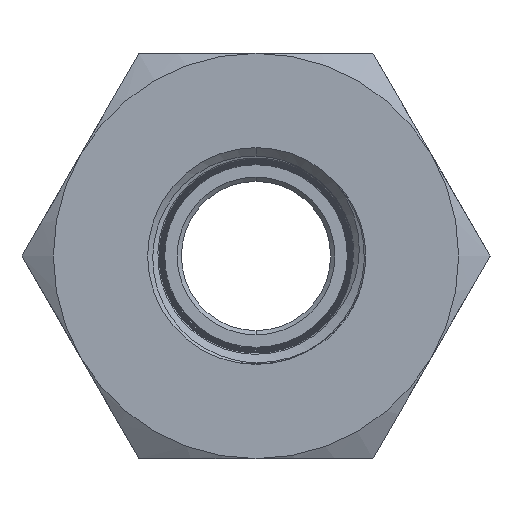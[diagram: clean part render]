
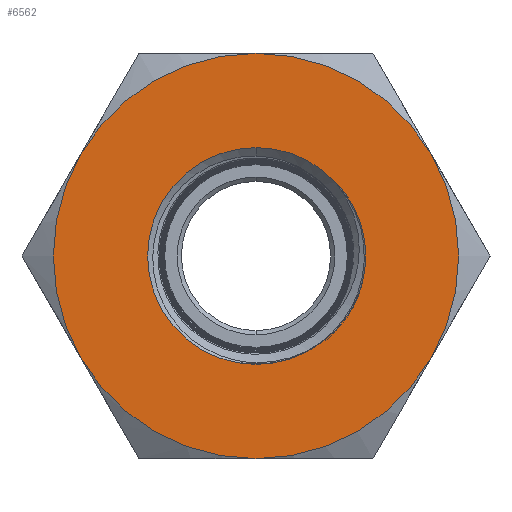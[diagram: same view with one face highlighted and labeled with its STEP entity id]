
A CAD part, front view. The second image highlights one B-rep face of the part: STEP entity #6562.
In plain terms, the highlighted planar face has unit normal (0, -1, 0).
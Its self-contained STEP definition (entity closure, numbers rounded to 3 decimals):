
#17 = DIRECTION ( 'NONE',  ( 0., 0., 1. ) ) ;
#254 = CARTESIAN_POINT ( 'NONE',  ( 0., -16.1, 0. ) ) ;
#1081 = VERTEX_POINT ( 'NONE', #10577 ) ;
#2046 = ORIENTED_EDGE ( 'NONE', *, *, #12274, .T. ) ;
#2295 = B_SPLINE_CURVE_WITH_KNOTS ( 'NONE', 3,
 ( #33873, #13823, #36755, #19572, #2566, #22464, #5419, #25328, #8260, #28210, #11088, #31091, #13937, #33995, #16804, #36879, #19693, #2689 ),
 .UNSPECIFIED., .F., .F.,
 ( 4, 2, 2, 2, 2, 2, 2, 2, 4 ),
 ( 0., 0.001, 0.002, 0.003, 0.004, 0.005, 0.006, 0.007, 0.008 ),
 .UNSPECIFIED. ) ;
#2566 = CARTESIAN_POINT ( 'NONE',  ( 4.683, -16.1, 2.116 ) ) ;
#2593 = CIRCLE ( 'NONE', #27220, 9.5 ) ;
#2689 = CARTESIAN_POINT ( 'NONE',  ( 3.663, -16.1, -3.52 ) ) ;
#3116 = DIRECTION ( 'NONE',  ( 0., 0., 1. ) ) ;
#3443 = CARTESIAN_POINT ( 'NONE',  ( 3.742, -16.1, 3.437 ) ) ;
#3591 = CARTESIAN_POINT ( 'NONE',  ( 0., -16.1, 0. ) ) ;
#3743 = CARTESIAN_POINT ( 'NONE',  ( 3.738, -16.1, 3.441 ) ) ;
#5413 = DIRECTION ( 'NONE',  ( 0., 1., 0. ) ) ;
#5419 = CARTESIAN_POINT ( 'NONE',  ( 5.006, -16.1, 1.212 ) ) ;
#5450 = FACE_BOUND ( 'NONE', #30448, .T. ) ;
#5530 = ORIENTED_EDGE ( 'NONE', *, *, #14145, .F. ) ;
#5702 = EDGE_CURVE ( 'NONE', #22957, #24133, #28247, .T. ) ;
#5751 = EDGE_CURVE ( 'NONE', #8754, #35829, #34985, .T. ) ;
#6291 = CARTESIAN_POINT ( 'NONE',  ( 3.749, -16.1, 3.43 ) ) ;
#6436 = DIRECTION ( 'NONE',  ( 0., 0., 1. ) ) ;
#6562 = ADVANCED_FACE ( 'NONE', ( #5450, #8103 ), #22651, .F. ) ;
#6667 = EDGE_CURVE ( 'NONE', #36517, #22957, #16955, .T. ) ;
#7841 = CARTESIAN_POINT ( 'NONE',  ( 0., -16.1, 0. ) ) ;
#8103 = FACE_OUTER_BOUND ( 'NONE', #12595, .T. ) ;
#8260 = CARTESIAN_POINT ( 'NONE',  ( 5.148, -16.1, 0.253 ) ) ;
#8754 = VERTEX_POINT ( 'NONE', #13965 ) ;
#9008 = ORIENTED_EDGE ( 'NONE', *, *, #17785, .T. ) ;
#10577 = CARTESIAN_POINT ( 'NONE',  ( -8.227, -16.1, -4.75 ) ) ;
#10668 = DIRECTION ( 'NONE',  ( 0., 0., -1. ) ) ;
#11088 = CARTESIAN_POINT ( 'NONE',  ( 5.104, -16.1, -0.712 ) ) ;
#11249 = CARTESIAN_POINT ( 'NONE',  ( 0., -16.1, 0. ) ) ;
#11311 = AXIS2_PLACEMENT_3D ( 'NONE', #11249, #31244, #14097 ) ;
#11321 = EDGE_CURVE ( 'NONE', #19004, #1081, #2593, .T. ) ;
#11980 = CARTESIAN_POINT ( 'NONE',  ( 8.227, -16.1, 4.75 ) ) ;
#12069 = VERTEX_POINT ( 'NONE', #15628 ) ;
#12274 = EDGE_CURVE ( 'NONE', #19004, #24133, #34208, .T. ) ;
#12595 = EDGE_LOOP ( 'NONE', ( #22597, #26650, #5530, #20097, #2046, #18652 ) ) ;
#13116 = CARTESIAN_POINT ( 'NONE',  ( 3.749, -16.1, 3.43 ) ) ;
#13168 = CARTESIAN_POINT ( 'NONE',  ( 0., -16.1, 0. ) ) ;
#13536 = EDGE_CURVE ( 'NONE', #35829, #27359, #32030, .T. ) ;
#13823 = CARTESIAN_POINT ( 'NONE',  ( 3.981, -16.1, 3.202 ) ) ;
#13937 = CARTESIAN_POINT ( 'NONE',  ( 4.875, -16.1, -1.647 ) ) ;
#13965 = CARTESIAN_POINT ( 'NONE',  ( 0., -16.1, 5.081 ) ) ;
#14097 = DIRECTION ( 'NONE',  ( 0., 0., 1. ) ) ;
#14145 = EDGE_CURVE ( 'NONE', #1081, #16974, #35974, .T. ) ;
#14156 = CARTESIAN_POINT ( 'NONE',  ( 8.227, -16.1, -4.75 ) ) ;
#14549 = EDGE_CURVE ( 'NONE', #16974, #36517, #34139, .T. ) ;
#15531 = AXIS2_PLACEMENT_3D ( 'NONE', #13168, #33214, #16029 ) ;
#15628 = CARTESIAN_POINT ( 'NONE',  ( 0., -16.1, -5.081 ) ) ;
#15875 = DIRECTION ( 'NONE',  ( 0., 1., 0. ) ) ;
#16029 = DIRECTION ( 'NONE',  ( 0., 0., 1. ) ) ;
#16159 = DIRECTION ( 'NONE',  ( 0., 1., 0. ) ) ;
#16169 = CARTESIAN_POINT ( 'NONE',  ( 0., -16.1, -9.5 ) ) ;
#16426 = EDGE_CURVE ( 'NONE', #27359, #20347, #2295, .T. ) ;
#16748 = CARTESIAN_POINT ( 'NONE',  ( 0., -16.1, 0. ) ) ;
#16756 = ORIENTED_EDGE ( 'NONE', *, *, #30903, .T. ) ;
#16804 = CARTESIAN_POINT ( 'NONE',  ( 4.467, -16.1, -2.524 ) ) ;
#16955 = CIRCLE ( 'NONE', #36472, 9.5 ) ;
#16974 = VERTEX_POINT ( 'NONE', #36952 ) ;
#16984 = DIRECTION ( 'NONE',  ( 0., 1., 0. ) ) ;
#17453 = AXIS2_PLACEMENT_3D ( 'NONE', #33339, #16159, #36230 ) ;
#17785 = EDGE_CURVE ( 'NONE', #20347, #12069, #20138, .T. ) ;
#18336 = ORIENTED_EDGE ( 'NONE', *, *, #5751, .T. ) ;
#18652 = ORIENTED_EDGE ( 'NONE', *, *, #5702, .F. ) ;
#19004 = VERTEX_POINT ( 'NONE', #16169 ) ;
#19365 = CIRCLE ( 'NONE', #26153, 5.081 ) ;
#19572 = CARTESIAN_POINT ( 'NONE',  ( 4.535, -16.1, 2.405 ) ) ;
#19632 = DIRECTION ( 'NONE',  ( 0., 0., 1. ) ) ;
#19693 = CARTESIAN_POINT ( 'NONE',  ( 3.899, -16.1, -3.298 ) ) ;
#20097 = ORIENTED_EDGE ( 'NONE', *, *, #11321, .F. ) ;
#20109 = DIRECTION ( 'NONE',  ( 0., 1., 0. ) ) ;
#20138 = CIRCLE ( 'NONE', #24321, 5.081 ) ;
#20347 = VERTEX_POINT ( 'NONE', #25808 ) ;
#20448 = CARTESIAN_POINT ( 'NONE',  ( 3.746, -16.1, 3.434 ) ) ;
#22458 = CARTESIAN_POINT ( 'NONE',  ( 0., -16.1, 0. ) ) ;
#22464 = CARTESIAN_POINT ( 'NONE',  ( 4.918, -16.1, 1.52 ) ) ;
#22471 = AXIS2_PLACEMENT_3D ( 'NONE', #7841, #27785, #10668 ) ;
#22597 = ORIENTED_EDGE ( 'NONE', *, *, #6667, .F. ) ;
#22651 = PLANE ( 'NONE',  #32603 ) ;
#22957 = VERTEX_POINT ( 'NONE', #11980 ) ;
#23330 = CARTESIAN_POINT ( 'NONE',  ( 3.738, -16.1, 3.441 ) ) ;
#23486 = DIRECTION ( 'NONE',  ( 0., 1., 0. ) ) ;
#24133 = VERTEX_POINT ( 'NONE', #14156 ) ;
#24321 = AXIS2_PLACEMENT_3D ( 'NONE', #16748, #36824, #19632 ) ;
#25321 = DIRECTION ( 'NONE',  ( 0., 0., 1. ) ) ;
#25328 = CARTESIAN_POINT ( 'NONE',  ( 5.122, -16.1, 0.573 ) ) ;
#25808 = CARTESIAN_POINT ( 'NONE',  ( 3.663, -16.1, -3.52 ) ) ;
#26153 = AXIS2_PLACEMENT_3D ( 'NONE', #3591, #23486, #6436 ) ;
#26304 = ORIENTED_EDGE ( 'NONE', *, *, #16426, .T. ) ;
#26491 = ORIENTED_EDGE ( 'NONE', *, *, #13536, .T. ) ;
#26650 = ORIENTED_EDGE ( 'NONE', *, *, #14549, .F. ) ;
#27220 = AXIS2_PLACEMENT_3D ( 'NONE', #33065, #15875, #35955 ) ;
#27359 = VERTEX_POINT ( 'NONE', #13116 ) ;
#27785 = DIRECTION ( 'NONE',  ( 0., -1., 0. ) ) ;
#27841 = AXIS2_PLACEMENT_3D ( 'NONE', #22458, #5413, #25321 ) ;
#28210 = CARTESIAN_POINT ( 'NONE',  ( 5.14, -16.1, -0.387 ) ) ;
#28247 = CIRCLE ( 'NONE', #15531, 9.5 ) ;
#30448 = EDGE_LOOP ( 'NONE', ( #9008, #16756, #18336, #26491, #26304 ) ) ;
#30903 = EDGE_CURVE ( 'NONE', #12069, #8754, #19365, .T. ) ;
#31091 = CARTESIAN_POINT ( 'NONE',  ( 4.972, -16.1, -1.342 ) ) ;
#31244 = DIRECTION ( 'NONE',  ( 0., 1., 0. ) ) ;
#32030 = B_SPLINE_CURVE_WITH_KNOTS ( 'NONE', 3,
 ( #23330, #3443, #20448, #6291 ),
 .UNSPECIFIED., .F., .F.,
 ( 4, 4 ),
 ( 0.008, 0.008 ),
 .UNSPECIFIED. ) ;
#32603 = AXIS2_PLACEMENT_3D ( 'NONE', #34185, #16984, #17 ) ;
#33065 = CARTESIAN_POINT ( 'NONE',  ( 0., -16.1, 0. ) ) ;
#33214 = DIRECTION ( 'NONE',  ( 0., 1., 0. ) ) ;
#33339 = CARTESIAN_POINT ( 'NONE',  ( 0., -16.1, 0. ) ) ;
#33873 = CARTESIAN_POINT ( 'NONE',  ( 3.749, -16.1, 3.43 ) ) ;
#33995 = CARTESIAN_POINT ( 'NONE',  ( 4.624, -16.1, -2.237 ) ) ;
#34139 = CIRCLE ( 'NONE', #27841, 9.5 ) ;
#34185 = CARTESIAN_POINT ( 'NONE',  ( 0., -16.1, 0. ) ) ;
#34208 = CIRCLE ( 'NONE', #22471, 9.5 ) ;
#34985 = CIRCLE ( 'NONE', #17453, 5.081 ) ;
#35098 = CARTESIAN_POINT ( 'NONE',  ( 0., -16.1, 9.5 ) ) ;
#35829 = VERTEX_POINT ( 'NONE', #3743 ) ;
#35955 = DIRECTION ( 'NONE',  ( 0., 0., 1. ) ) ;
#35974 = CIRCLE ( 'NONE', #11311, 9.5 ) ;
#36230 = DIRECTION ( 'NONE',  ( 0., 0., 1. ) ) ;
#36472 = AXIS2_PLACEMENT_3D ( 'NONE', #254, #20109, #3116 ) ;
#36517 = VERTEX_POINT ( 'NONE', #35098 ) ;
#36755 = CARTESIAN_POINT ( 'NONE',  ( 4.183, -16.1, 2.948 ) ) ;
#36824 = DIRECTION ( 'NONE',  ( 0., 1., 0. ) ) ;
#36879 = CARTESIAN_POINT ( 'NONE',  ( 4.105, -16.1, -3.053 ) ) ;
#36952 = CARTESIAN_POINT ( 'NONE',  ( -8.227, -16.1, 4.75 ) ) ;
